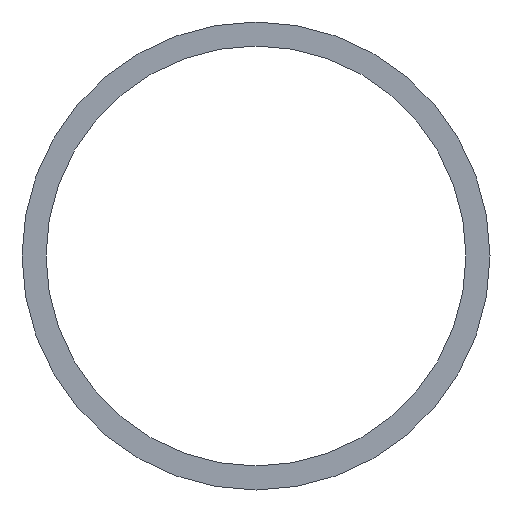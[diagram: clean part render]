
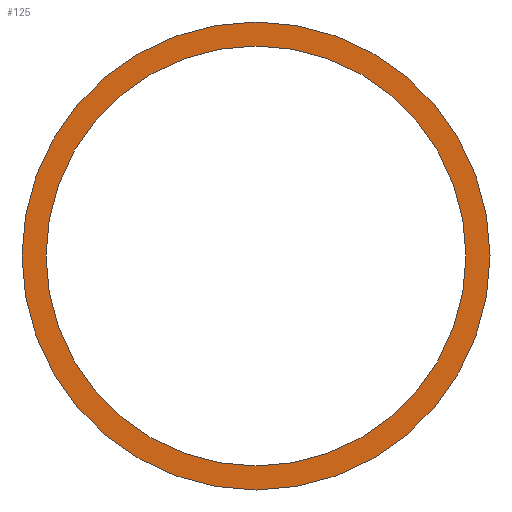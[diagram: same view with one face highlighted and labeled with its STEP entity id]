
A CAD part, front view. The second image highlights one B-rep face of the part: STEP entity #125.
In plain terms, the highlighted planar face has unit normal (0, -1, 0).
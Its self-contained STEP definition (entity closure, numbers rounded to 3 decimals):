
#1 = ORIENTED_EDGE ( 'NONE', *, *, #56, .T. ) ;
#2 = DIRECTION ( 'NONE',  ( 0., 0., 1. ) ) ;
#8 = AXIS2_PLACEMENT_3D ( 'NONE', #218, #155, #19 ) ;
#12 = EDGE_LOOP ( 'NONE', ( #1, #150 ) ) ;
#16 = VERTEX_POINT ( 'NONE', #235 ) ;
#18 = ORIENTED_EDGE ( 'NONE', *, *, #179, .F. ) ;
#19 = DIRECTION ( 'NONE',  ( 0., 0., 1. ) ) ;
#24 = DIRECTION ( 'NONE',  ( 0., 1., 0. ) ) ;
#29 = FACE_OUTER_BOUND ( 'NONE', #73, .T. ) ;
#34 = AXIS2_PLACEMENT_3D ( 'NONE', #170, #133, #135 ) ;
#39 = CARTESIAN_POINT ( 'NONE',  ( 0., 0., 0. ) ) ;
#41 = DIRECTION ( 'NONE',  ( 0., 0., 1. ) ) ;
#54 = CIRCLE ( 'NONE', #34, 7.8 ) ;
#56 = EDGE_CURVE ( 'NONE', #220, #16, #107, .T. ) ;
#59 = DIRECTION ( 'NONE',  ( 0., 0., 1. ) ) ;
#67 = CARTESIAN_POINT ( 'NONE',  ( 0., 0., 7.8 ) ) ;
#73 = EDGE_LOOP ( 'NONE', ( #18, #211 ) ) ;
#82 = DIRECTION ( 'NONE',  ( 0., 1., 0. ) ) ;
#106 = CIRCLE ( 'NONE', #185, 7. ) ;
#107 = CIRCLE ( 'NONE', #8, 7. ) ;
#108 = FACE_BOUND ( 'NONE', #12, .T. ) ;
#110 = EDGE_CURVE ( 'NONE', #241, #127, #231, .T. ) ;
#113 = CARTESIAN_POINT ( 'NONE',  ( 0., 0., -7.8 ) ) ;
#120 = AXIS2_PLACEMENT_3D ( 'NONE', #196, #82, #41 ) ;
#125 = ADVANCED_FACE ( 'NONE', ( #29, #108 ), #197, .F. ) ;
#127 = VERTEX_POINT ( 'NONE', #113 ) ;
#133 = DIRECTION ( 'NONE',  ( 0., 1., 0. ) ) ;
#135 = DIRECTION ( 'NONE',  ( 0., 0., 1. ) ) ;
#136 = CARTESIAN_POINT ( 'NONE',  ( 0., 0., 0. ) ) ;
#150 = ORIENTED_EDGE ( 'NONE', *, *, #192, .T. ) ;
#153 = DIRECTION ( 'NONE',  ( 0., 1., 0. ) ) ;
#155 = DIRECTION ( 'NONE',  ( 0., 1., 0. ) ) ;
#170 = CARTESIAN_POINT ( 'NONE',  ( 0., 0., 0. ) ) ;
#179 = EDGE_CURVE ( 'NONE', #127, #241, #54, .T. ) ;
#185 = AXIS2_PLACEMENT_3D ( 'NONE', #136, #24, #2 ) ;
#192 = EDGE_CURVE ( 'NONE', #16, #220, #106, .T. ) ;
#196 = CARTESIAN_POINT ( 'NONE',  ( 0., 0., 0. ) ) ;
#197 = PLANE ( 'NONE',  #120 ) ;
#211 = ORIENTED_EDGE ( 'NONE', *, *, #110, .F. ) ;
#218 = CARTESIAN_POINT ( 'NONE',  ( 0., 0., 0. ) ) ;
#220 = VERTEX_POINT ( 'NONE', #237 ) ;
#231 = CIRCLE ( 'NONE', #245, 7.8 ) ;
#235 = CARTESIAN_POINT ( 'NONE',  ( 0., 0., 7. ) ) ;
#237 = CARTESIAN_POINT ( 'NONE',  ( 0., 0., -7. ) ) ;
#241 = VERTEX_POINT ( 'NONE', #67 ) ;
#245 = AXIS2_PLACEMENT_3D ( 'NONE', #39, #153, #59 ) ;
